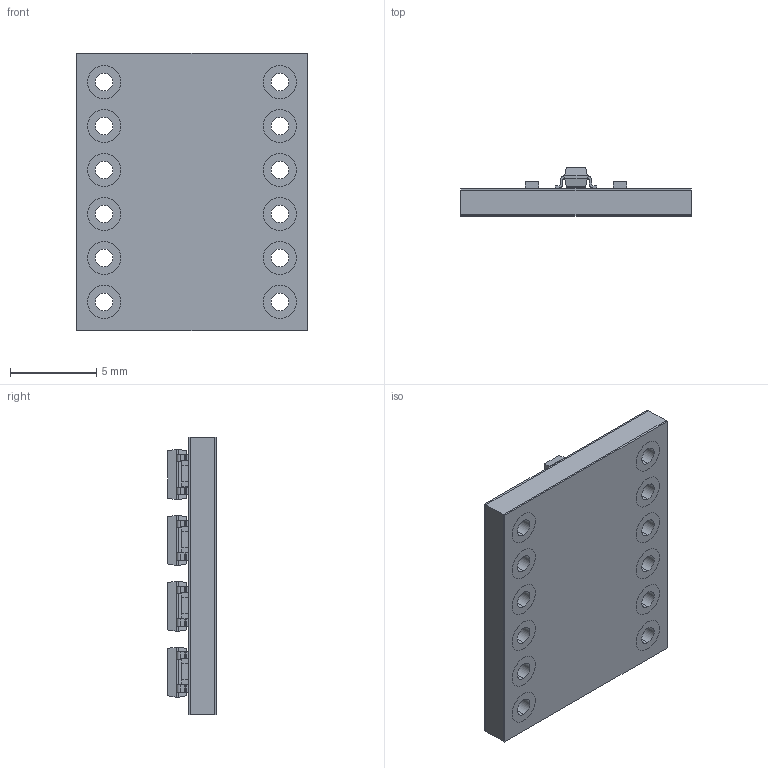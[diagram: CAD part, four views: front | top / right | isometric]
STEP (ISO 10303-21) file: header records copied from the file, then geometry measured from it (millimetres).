
FILE_DESCRIPTION (( 'STEP AP214' ), '1' );
FILE_NAME ('BOB-12009.STEP', '2022-01-10T03:17:39', ( '' ), ( '' ), 'SwSTEP 2.0', 'SolidWorks 2017', '' );
FILE_SCHEMA (( 'AUTOMOTIVE_DESIGN' ));
Length unit declared in the file: millimetre
Products named in the file (1): BOB-12009
Bounding box: 13.33 x 2.8 x 16.05 mm (x, y, z)
Volume: 346.6 mm3; surface area: 1632.5 mm2
Topology: 55 solids, 55 shells, 530 faces, 1228 edges, 808 vertices
Faces by surface type: plane 362, cylinder 168
Entity records: 15724 total; most frequent: DIRECTION 2626, CARTESIAN_POINT 2567, ORIENTED_EDGE 2456, EDGE_CURVE 1228, LINE 892, VECTOR 892, AXIS2_PLACEMENT_3D 867, VERTEX_POINT 808
